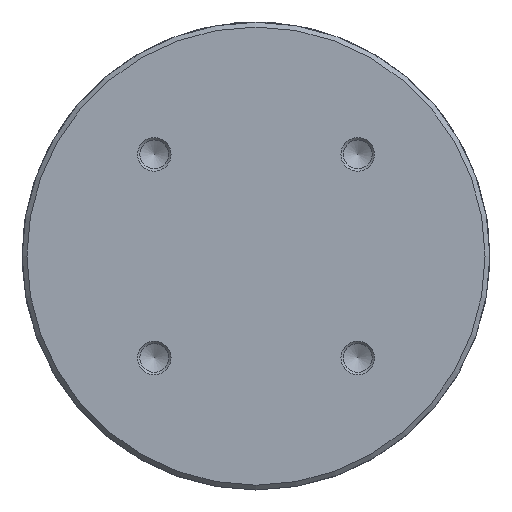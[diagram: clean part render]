
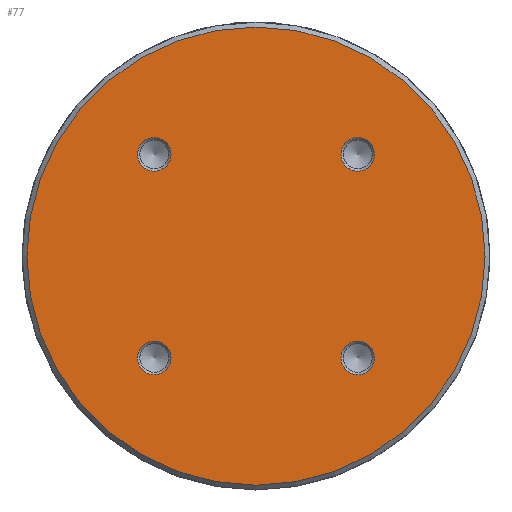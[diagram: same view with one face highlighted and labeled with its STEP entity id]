
A CAD part, front view. The second image highlights one B-rep face of the part: STEP entity #77.
In plain terms, the highlighted face is planar.
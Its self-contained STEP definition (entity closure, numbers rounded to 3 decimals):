
#77 = ADVANCED_FACE ( 'NONE', ( #3860, #3844, #3779, #3773, #3765 ), #4806, .F. ) ;
#314 = EDGE_CURVE ( 'NONE', #2216, #2216, #3299, .T. ) ;
#477 = DIRECTION ( 'NONE',  ( 0., 0., -1. ) ) ;
#503 = CARTESIAN_POINT ( 'NONE',  ( -42.426, -42.426, 0. ) ) ;
#559 = AXIS2_PLACEMENT_3D ( 'NONE', #1279, #5420, #1860 ) ;
#667 = DIRECTION ( 'NONE',  ( 0., 0., 1. ) ) ;
#777 = EDGE_LOOP ( 'NONE', ( #6860 ) ) ;
#818 = CIRCLE ( 'NONE', #1879, 7. ) ;
#1119 = DIRECTION ( 'NONE',  ( -1., 0., 0. ) ) ;
#1164 = CIRCLE ( 'NONE', #6126, 95.5 ) ;
#1279 = CARTESIAN_POINT ( 'NONE',  ( 0., 0., 0. ) ) ;
#1860 = DIRECTION ( 'NONE',  ( -1., 0., 0. ) ) ;
#1879 = AXIS2_PLACEMENT_3D ( 'NONE', #503, #4640, #1119 ) ;
#1919 = EDGE_LOOP ( 'NONE', ( #4984 ) ) ;
#2180 = EDGE_CURVE ( 'NONE', #6898, #6898, #6632, .T. ) ;
#2186 = DIRECTION ( 'NONE',  ( 0., 0., 1. ) ) ;
#2210 = CARTESIAN_POINT ( 'NONE',  ( 42.426, -42.426, 0. ) ) ;
#2216 = VERTEX_POINT ( 'NONE', #6696 ) ;
#2532 = CARTESIAN_POINT ( 'NONE',  ( 95.5, 0., 0. ) ) ;
#2533 = EDGE_CURVE ( 'NONE', #5954, #5954, #1164, .T. ) ;
#2604 = AXIS2_PLACEMENT_3D ( 'NONE', #2210, #6392, #2810 ) ;
#2810 = DIRECTION ( 'NONE',  ( 1., 0., 0. ) ) ;
#3299 = CIRCLE ( 'NONE', #2604, 7. ) ;
#3747 = CARTESIAN_POINT ( 'NONE',  ( -49.426, 42.426, 0. ) ) ;
#3765 = FACE_OUTER_BOUND ( 'NONE', #6365, .T. ) ;
#3773 = FACE_BOUND ( 'NONE', #4035, .T. ) ;
#3779 = FACE_BOUND ( 'NONE', #777, .T. ) ;
#3844 = FACE_BOUND ( 'NONE', #6507, .T. ) ;
#3860 = FACE_BOUND ( 'NONE', #1919, .T. ) ;
#4003 = CARTESIAN_POINT ( 'NONE',  ( -42.426, 42.426, 0. ) ) ;
#4035 = EDGE_LOOP ( 'NONE', ( #4515 ) ) ;
#4179 = VERTEX_POINT ( 'NONE', #3747 ) ;
#4192 = CARTESIAN_POINT ( 'NONE',  ( 0., 0., 0. ) ) ;
#4338 = CARTESIAN_POINT ( 'NONE',  ( -49.426, -42.426, 0. ) ) ;
#4515 = ORIENTED_EDGE ( 'NONE', *, *, #2180, .F. ) ;
#4609 = DIRECTION ( 'NONE',  ( -1., 0., 0. ) ) ;
#4640 = DIRECTION ( 'NONE',  ( 0., 0., 1. ) ) ;
#4796 = DIRECTION ( 'NONE',  ( 1., 0., 0. ) ) ;
#4806 = PLANE ( 'NONE',  #559 ) ;
#4836 = VERTEX_POINT ( 'NONE', #4338 ) ;
#4984 = ORIENTED_EDGE ( 'NONE', *, *, #5134, .F. ) ;
#5080 = EDGE_CURVE ( 'NONE', #4179, #4179, #6584, .T. ) ;
#5134 = EDGE_CURVE ( 'NONE', #4836, #4836, #818, .T. ) ;
#5420 = DIRECTION ( 'NONE',  ( 0., 0., -1. ) ) ;
#5762 = CARTESIAN_POINT ( 'NONE',  ( 42.426, 42.426, 0. ) ) ;
#5954 = VERTEX_POINT ( 'NONE', #2532 ) ;
#6101 = CARTESIAN_POINT ( 'NONE',  ( 49.426, 42.426, 0. ) ) ;
#6126 = AXIS2_PLACEMENT_3D ( 'NONE', #4192, #667, #4796 ) ;
#6261 = AXIS2_PLACEMENT_3D ( 'NONE', #5762, #2186, #6364 ) ;
#6364 = DIRECTION ( 'NONE',  ( 1., 0., 0. ) ) ;
#6365 = EDGE_LOOP ( 'NONE', ( #6482 ) ) ;
#6392 = DIRECTION ( 'NONE',  ( 0., 0., -1. ) ) ;
#6482 = ORIENTED_EDGE ( 'NONE', *, *, #2533, .T. ) ;
#6507 = EDGE_LOOP ( 'NONE', ( #6675 ) ) ;
#6584 = CIRCLE ( 'NONE', #7599, 7. ) ;
#6632 = CIRCLE ( 'NONE', #6261, 7. ) ;
#6675 = ORIENTED_EDGE ( 'NONE', *, *, #5080, .T. ) ;
#6696 = CARTESIAN_POINT ( 'NONE',  ( 49.426, -42.426, 0. ) ) ;
#6860 = ORIENTED_EDGE ( 'NONE', *, *, #314, .T. ) ;
#6898 = VERTEX_POINT ( 'NONE', #6101 ) ;
#7599 = AXIS2_PLACEMENT_3D ( 'NONE', #4003, #477, #4609 ) ;
